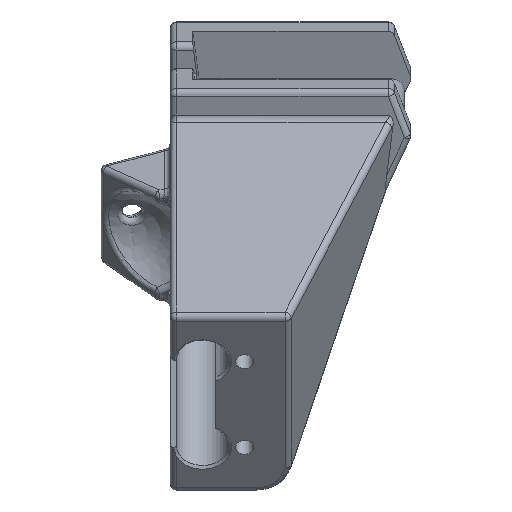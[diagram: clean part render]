
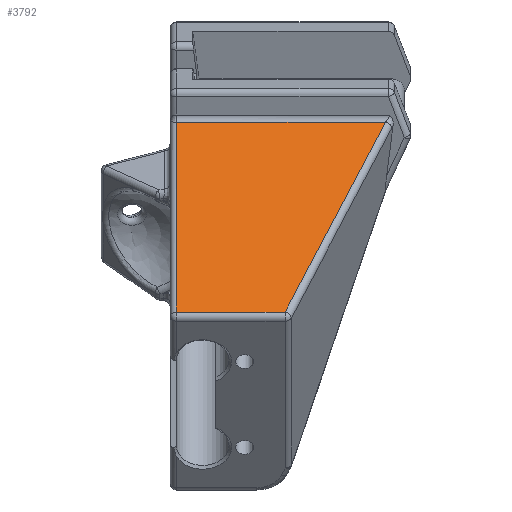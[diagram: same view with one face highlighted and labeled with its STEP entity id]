
A CAD part, left-side view. The second image highlights one B-rep face of the part: STEP entity #3792.
In plain terms, the highlighted planar face has unit normal (-0.655, 0, 0.755).
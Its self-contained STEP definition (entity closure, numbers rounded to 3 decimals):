
#599=FACE_OUTER_BOUND('',#868,.T.);
#868=EDGE_LOOP('',(#2905,#2906,#2907,#2908));
#1159=LINE('',#6085,#1427);
#1163=LINE('',#6138,#1431);
#1172=LINE('',#6192,#1440);
#1173=LINE('',#6194,#1441);
#1427=VECTOR('',#4818,10.);
#1431=VECTOR('',#4840,10.);
#1440=VECTOR('',#4871,10.);
#1441=VECTOR('',#4874,10.);
#1708=VERTEX_POINT('',#6069);
#1714=VERTEX_POINT('',#6083);
#1719=VERTEX_POINT('',#6136);
#1728=VERTEX_POINT('',#6190);
#2107=EDGE_CURVE('',#1714,#1708,#1159,.T.);
#2118=EDGE_CURVE('',#1719,#1714,#1163,.T.);
#2133=EDGE_CURVE('',#1728,#1719,#1172,.T.);
#2134=EDGE_CURVE('',#1708,#1728,#1173,.T.);
#2905=ORIENTED_EDGE('',*,*,#2107,.F.);
#2906=ORIENTED_EDGE('',*,*,#2118,.F.);
#2907=ORIENTED_EDGE('',*,*,#2133,.F.);
#2908=ORIENTED_EDGE('',*,*,#2134,.F.);
#3683=PLANE('',#4140);
#3792=ADVANCED_FACE('',(#599),#3683,.F.);
#4140=AXIS2_PLACEMENT_3D('',#6281,#4940,#4941);
#4818=DIRECTION('',(-0.714,0.327,-0.619));
#4840=DIRECTION('',(0.,-1.,0.));
#4871=DIRECTION('',(0.755,0.,0.656));
#4874=DIRECTION('',(0.,1.,0.));
#4940=DIRECTION('center_axis',(0.656,0.,-0.755));
#4941=DIRECTION('ref_axis',(0.755,0.,0.656));
#6069=CARTESIAN_POINT('',(-73.76,-329.418,478.232));
#6083=CARTESIAN_POINT('',(-40.052,-344.883,507.492));
#6085=CARTESIAN_POINT('',(-69.145,-331.535,482.238));
#6136=CARTESIAN_POINT('',(-40.052,-312.679,507.492));
#6138=CARTESIAN_POINT('',(-40.052,-321.679,507.492));
#6190=CARTESIAN_POINT('',(-73.76,-312.679,478.232));
#6192=CARTESIAN_POINT('',(-55.813,-312.679,493.811));
#6194=CARTESIAN_POINT('',(-73.76,-311.679,478.232));
#6281=CARTESIAN_POINT('Origin',(-59.412,-311.679,490.687));
